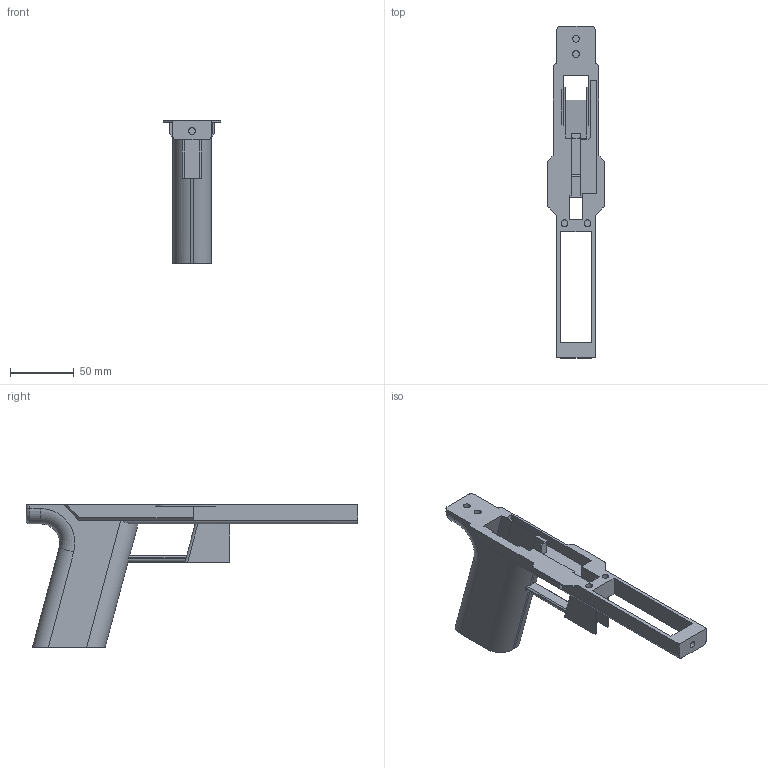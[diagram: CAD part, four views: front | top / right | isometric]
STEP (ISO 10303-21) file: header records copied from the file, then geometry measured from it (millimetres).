
FILE_DESCRIPTION(/* description */ (''),/* implementation_level */ '2;1');
FILE_NAME(/* name */ 'LowerReceiver.step',/* time_stamp */ '2019-01-14T18:20:53-06:00',/* author */ (''),/* organization */ (''),/* preprocessor_version */ 'ST-DEVELOPER v17.2',/* originating_system */ 'Autodesk Translation Framework v7.6.0.251',/* authorisation */ '');
FILE_SCHEMA (('AUTOMOTIVE_DESIGN { 1 0 10303 214 3 1 1 }'));
Length unit declared in the file: millimetre
Products named in the file (1): LowerReceiver
Bounding box: 45 x 260 x 111.59 mm (x, y, z)
Volume: 121260 mm3; surface area: 61903.6 mm2
Topology: 1 solids, 1 shells, 124 faces, 357 edges, 231 vertices
Faces by surface type: plane 93, cylinder 27, torus 4
Full cylindrical faces by diameter (mm): 5.25 x6, 6.25 x1
Entity records: 4113 total; most frequent: CARTESIAN_POINT 745, ORIENTED_EDGE 714, DIRECTION 667, EDGE_CURVE 357, LINE 289, VECTOR 289, VERTEX_POINT 231, AXIS2_PLACEMENT_3D 189
